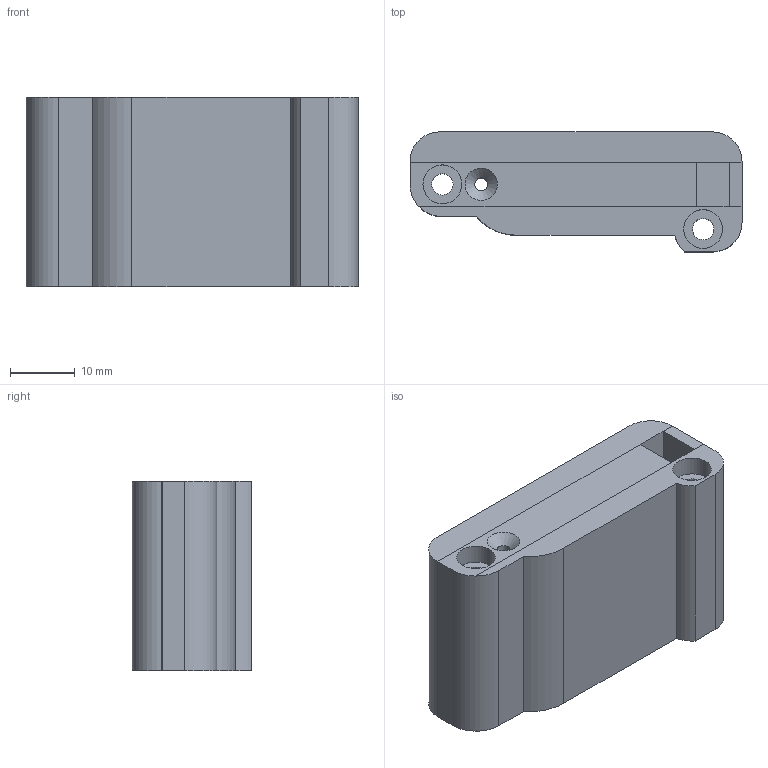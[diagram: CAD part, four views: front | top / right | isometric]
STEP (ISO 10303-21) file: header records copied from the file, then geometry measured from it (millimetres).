
FILE_DESCRIPTION(('FreeCAD Model'),'2;1');
FILE_NAME('Open CASCADE Shape Model','2024-06-28T01:28:25',('Author'),( ''),'Open CASCADE STEP processor 7.7','FreeCAD','Unknown');
FILE_SCHEMA(('AUTOMOTIVE_DESIGN { 1 0 10303 214 1 1 1 1 }'));
Length unit declared in the file: millimetre
Products named in the file (1): Body
Bounding box: 51.3 x 18.52 x 29.35 mm (x, y, z)
Volume: 16606.8 mm3; surface area: 8819.5 mm2
Topology: 1 solids, 1 shells, 67 faces, 174 edges, 109 vertices
Faces by surface type: plane 52, cylinder 13, cone 1, sphere 1
Full cylindrical faces by diameter (mm): 2 x2, 3.3 x2, 6 x2, 12.7 x1
Entity records: 2175 total; most frequent: CARTESIAN_POINT 490, ORIENTED_EDGE 344, DIRECTION 335, EDGE_CURVE 172, LINE 139, VECTOR 139, VERTEX_POINT 109, AXIS2_PLACEMENT_3D 98
